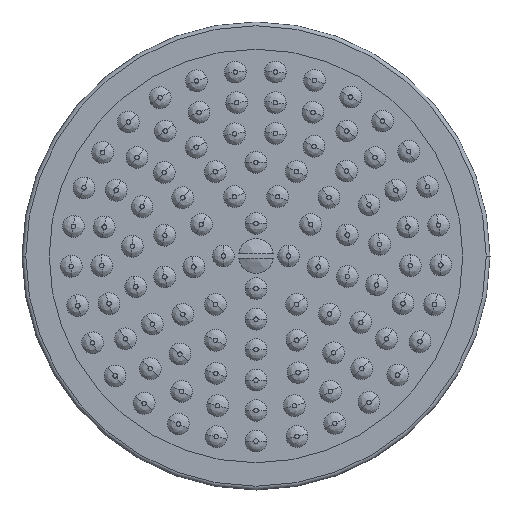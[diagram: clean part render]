
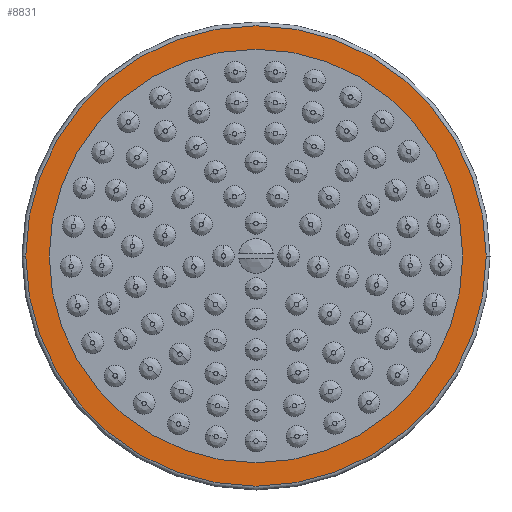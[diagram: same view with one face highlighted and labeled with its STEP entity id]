
A CAD part, front view. The second image highlights one B-rep face of the part: STEP entity #8831.
In plain terms, the highlighted planar face has unit normal (0, -1, 0).
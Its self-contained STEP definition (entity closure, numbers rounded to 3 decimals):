
#106=CARTESIAN_POINT('',(0.,0.,0.));
#107=DIRECTION('',(0.,1.,0.));
#108=DIRECTION('',(1.,0.,0.));
#109=AXIS2_PLACEMENT_3D('',#106,#107,#108);
#116=CARTESIAN_POINT('',(0.,0.,0.));
#117=DIRECTION('',(0.,-1.,0.));
#118=DIRECTION('',(1.,0.,0.));
#119=AXIS2_PLACEMENT_3D('',#116,#117,#118);
#126=CARTESIAN_POINT('',(0.,0.,0.));
#127=DIRECTION('',(0.,-1.,0.));
#128=DIRECTION('',(-1.,0.,0.));
#129=AXIS2_PLACEMENT_3D('',#126,#127,#128);
#131=CARTESIAN_POINT('',(0.,0.,0.));
#132=DIRECTION('',(0.,-1.,0.));
#133=DIRECTION('',(1.,0.,0.));
#134=AXIS2_PLACEMENT_3D('',#131,#132,#133);
#6808=CARTESIAN_POINT('',(-95.,0.,0.));
#6809=CARTESIAN_POINT('',(95.,0.,0.));
#6810=VERTEX_POINT('',#6808);
#6811=VERTEX_POINT('',#6809);
#8420=CARTESIAN_POINT('',(105.75,0.,0.));
#8422=VERTEX_POINT('',#8420);
#8424=CARTESIAN_POINT('',(-105.75,0.,0.));
#8426=VERTEX_POINT('',#8424);
#8816=CARTESIAN_POINT('',(0.,0.,0.));
#8817=DIRECTION('',(0.,1.,0.));
#8818=DIRECTION('',(1.,0.,0.));
#8819=AXIS2_PLACEMENT_3D('',#8816,#8817,#8818);
#8820=PLANE('',#8819);
#8821=ORIENTED_EDGE('',*,*,#8802,.F.);
#8822=ORIENTED_EDGE('',*,*,#8784,.T.);
#8823=EDGE_LOOP('',(#8821,#8822));
#8824=FACE_OUTER_BOUND('',#8823,.F.);
#8826=ORIENTED_EDGE('',*,*,#8825,.T.);
#8828=ORIENTED_EDGE('',*,*,#8827,.T.);
#8829=EDGE_LOOP('',(#8826,#8828));
#8830=FACE_BOUND('',#8829,.F.);
#8831=ADVANCED_FACE('',(#8824,#8830),#8820,.F.);
#110=CIRCLE('',#109,105.75);
#120=CIRCLE('',#119,105.75);
#130=CIRCLE('',#129,95.);
#135=CIRCLE('',#134,95.);
#8784=EDGE_CURVE('',#8422,#8426,#110,.T.);
#8802=EDGE_CURVE('',#8422,#8426,#120,.T.);
#8825=EDGE_CURVE('',#6810,#6811,#130,.T.);
#8827=EDGE_CURVE('',#6811,#6810,#135,.T.);
